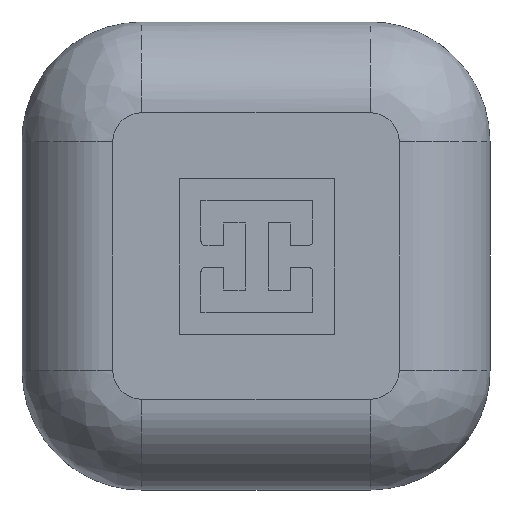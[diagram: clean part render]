
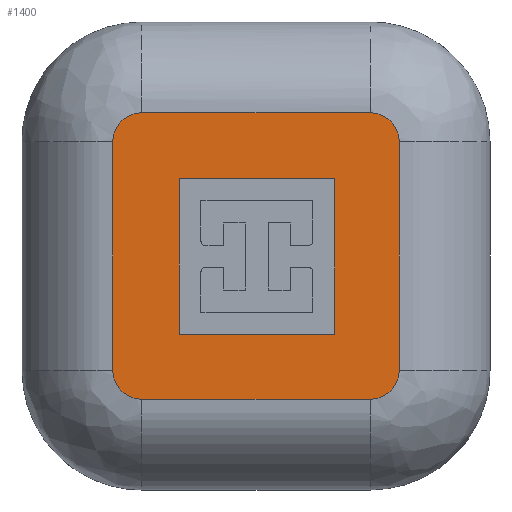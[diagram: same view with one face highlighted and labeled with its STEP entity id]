
A CAD part, front view. The second image highlights one B-rep face of the part: STEP entity #1400.
In plain terms, the highlighted planar face has unit normal (0, -1, 0).
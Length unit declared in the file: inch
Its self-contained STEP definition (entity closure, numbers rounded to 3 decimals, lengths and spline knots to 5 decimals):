
#83=FACE_BOUND('',#270,.T.);
#85=CIRCLE('',#1422,0.126);
#86=CIRCLE('',#1423,0.126);
#87=CIRCLE('',#1424,0.126);
#88=CIRCLE('',#1425,0.126);
#142=PLANE('',#1457);
#201=FACE_OUTER_BOUND('',#269,.T.);
#269=EDGE_LOOP('',(#1202,#1203,#1204,#1205,#1206,#1207,#1208,#1209));
#270=EDGE_LOOP('',(#1210,#1211,#1212,#1213,#1214));
#302=LINE('',#2548,#468);
#303=LINE('',#2607,#469);
#304=LINE('',#2812,#470);
#305=LINE('',#2871,#471);
#385=LINE('',#3160,#551);
#389=LINE('',#3168,#555);
#392=LINE('',#3174,#558);
#395=LINE('',#3180,#561);
#398=LINE('',#3185,#564);
#468=VECTOR('',#1503,0.998);
#469=VECTOR('',#1504,0.998);
#470=VECTOR('',#1509,0.998);
#471=VECTOR('',#1510,0.998);
#551=VECTOR('',#1644,0.67852);
#555=VECTOR('',#1650,0.67851);
#558=VECTOR('',#1655,0.00012);
#561=VECTOR('',#1660,0.6786);
#564=VECTOR('',#1665,0.67852);
#698=VERTEX_POINT('',#2451);
#701=VERTEX_POINT('',#2480);
#702=VERTEX_POINT('',#2530);
#704=VERTEX_POINT('',#2585);
#707=VERTEX_POINT('',#2657);
#708=VERTEX_POINT('',#2733);
#710=VERTEX_POINT('',#2794);
#712=VERTEX_POINT('',#2849);
#772=VERTEX_POINT('',#3158);
#773=VERTEX_POINT('',#3159);
#776=VERTEX_POINT('',#3167);
#778=VERTEX_POINT('',#3173);
#780=VERTEX_POINT('',#3179);
#821=EDGE_CURVE('',#698,#701,#85,.T.);
#823=EDGE_CURVE('',#701,#702,#302,.T.);
#827=EDGE_CURVE('',#704,#698,#303,.T.);
#829=EDGE_CURVE('',#702,#707,#86,.T.);
#833=EDGE_CURVE('',#708,#704,#87,.T.);
#835=EDGE_CURVE('',#707,#710,#304,.T.);
#839=EDGE_CURVE('',#712,#708,#305,.T.);
#840=EDGE_CURVE('',#710,#712,#88,.T.);
#929=EDGE_CURVE('',#772,#773,#385,.T.);
#933=EDGE_CURVE('',#776,#772,#389,.T.);
#936=EDGE_CURVE('',#778,#776,#392,.T.);
#939=EDGE_CURVE('',#780,#778,#395,.T.);
#942=EDGE_CURVE('',#773,#780,#398,.T.);
#1202=ORIENTED_EDGE('',*,*,#839,.T.);
#1203=ORIENTED_EDGE('',*,*,#833,.T.);
#1204=ORIENTED_EDGE('',*,*,#827,.T.);
#1205=ORIENTED_EDGE('',*,*,#821,.T.);
#1206=ORIENTED_EDGE('',*,*,#823,.T.);
#1207=ORIENTED_EDGE('',*,*,#829,.T.);
#1208=ORIENTED_EDGE('',*,*,#835,.T.);
#1209=ORIENTED_EDGE('',*,*,#840,.T.);
#1210=ORIENTED_EDGE('',*,*,#929,.T.);
#1211=ORIENTED_EDGE('',*,*,#942,.T.);
#1212=ORIENTED_EDGE('',*,*,#939,.T.);
#1213=ORIENTED_EDGE('',*,*,#936,.T.);
#1214=ORIENTED_EDGE('',*,*,#933,.T.);
#1400=ADVANCED_FACE('',(#201,#83),#142,.F.);
#1422=AXIS2_PLACEMENT_3D('',#2497,#1501,#1502);
#1423=AXIS2_PLACEMENT_3D('',#2674,#1505,#1506);
#1424=AXIS2_PLACEMENT_3D('',#2761,#1507,#1508);
#1425=AXIS2_PLACEMENT_3D('',#2920,#1511,#1512);
#1457=AXIS2_PLACEMENT_3D('',#3188,#1669,#1670);
#1501=DIRECTION('center_axis',(0.,-1.,0.));
#1502=DIRECTION('ref_axis',(0.,0.,-1.));
#1503=DIRECTION('',(0.,0.,1.));
#1504=DIRECTION('',(1.,0.,0.));
#1505=DIRECTION('center_axis',(0.,-1.,0.));
#1506=DIRECTION('ref_axis',(1.,0.,0.));
#1507=DIRECTION('center_axis',(0.,-1.,0.));
#1508=DIRECTION('ref_axis',(-1.,0.,0.));
#1509=DIRECTION('',(-1.,0.,0.));
#1510=DIRECTION('',(0.,0.,-1.));
#1511=DIRECTION('center_axis',(0.,-1.,0.));
#1512=DIRECTION('ref_axis',(0.,0.,1.));
#1644=DIRECTION('',(0.,0.,1.));
#1650=DIRECTION('',(-1.,0.,0.));
#1655=DIRECTION('',(-0.707,0.,0.707));
#1660=DIRECTION('',(0.,0.,-1.));
#1665=DIRECTION('',(1.,0.,0.));
#1669=DIRECTION('center_axis',(0.,1.,0.));
#1670=DIRECTION('ref_axis',(0.,0.,1.));
#2451=CARTESIAN_POINT('',(0.499,-0.12,-0.625));
#2480=CARTESIAN_POINT('',(0.625,-0.12,-0.499));
#2497=CARTESIAN_POINT('Origin',(0.499,-0.12,-0.499));
#2530=CARTESIAN_POINT('',(0.625,-0.12,0.499));
#2548=CARTESIAN_POINT('',(0.625,-0.12,-0.499));
#2585=CARTESIAN_POINT('',(-0.499,-0.12,-0.625));
#2607=CARTESIAN_POINT('',(-0.499,-0.12,-0.625));
#2657=CARTESIAN_POINT('',(0.499,-0.12,0.625));
#2674=CARTESIAN_POINT('Origin',(0.499,-0.12,0.499));
#2733=CARTESIAN_POINT('',(-0.625,-0.12,-0.499));
#2761=CARTESIAN_POINT('Origin',(-0.499,-0.12,-0.499));
#2794=CARTESIAN_POINT('',(-0.499,-0.12,0.625));
#2812=CARTESIAN_POINT('',(0.499,-0.12,0.625));
#2849=CARTESIAN_POINT('',(-0.625,-0.12,0.499));
#2871=CARTESIAN_POINT('',(-0.625,-0.12,0.499));
#2920=CARTESIAN_POINT('Origin',(-0.499,-0.12,0.499));
#3158=CARTESIAN_POINT('',(-0.33564,-0.12,-0.34133));
#3159=CARTESIAN_POINT('',(-0.33556,-0.12,0.33719));
#3160=CARTESIAN_POINT('',(-0.33562,-0.12,-0.17064));
#3167=CARTESIAN_POINT('',(0.34288,-0.12,-0.34124));
#3168=CARTESIAN_POINT('',(0.17146,-0.12,-0.34126));
#3173=CARTESIAN_POINT('',(0.34296,-0.12,-0.34133));
#3174=CARTESIAN_POINT('',(0.17189,-0.12,-0.17025));
#3179=CARTESIAN_POINT('',(0.34296,-0.12,0.33728));
#3180=CARTESIAN_POINT('',(0.34296,-0.12,0.16864));
#3185=CARTESIAN_POINT('',(-0.1678,-0.12,0.33721));
#3188=CARTESIAN_POINT('Origin',(0.,-0.12,0.));
